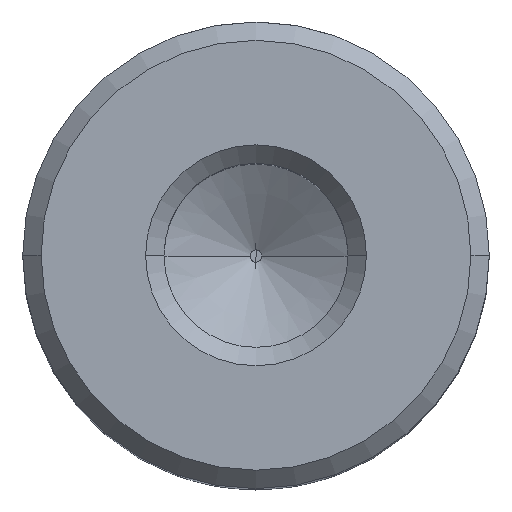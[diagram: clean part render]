
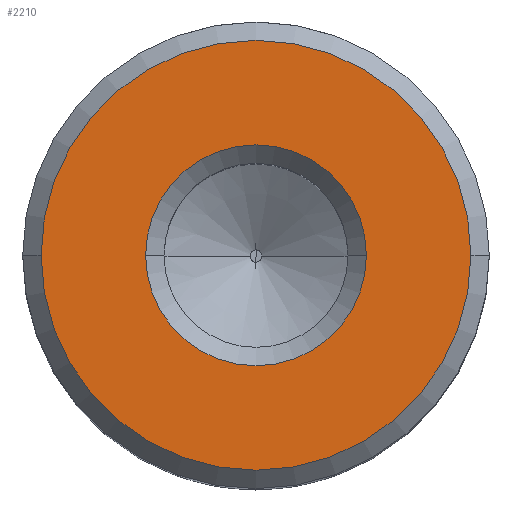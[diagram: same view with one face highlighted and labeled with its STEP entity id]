
A CAD part, top view. The second image highlights one B-rep face of the part: STEP entity #2210.
In plain terms, the highlighted planar face has unit normal (0, 0, 1).
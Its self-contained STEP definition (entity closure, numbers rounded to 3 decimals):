
#7 = VERTEX_POINT ( 'NONE', #1737 ) ;
#69 = EDGE_CURVE ( 'NONE', #7, #1447, #2306, .T. ) ;
#123 = EDGE_CURVE ( 'NONE', #1447, #7, #544, .T. ) ;
#168 = DIRECTION ( 'NONE',  ( 0., 0., 1. ) ) ;
#544 = CIRCLE ( 'NONE', #667, 5.84 ) ;
#574 = CARTESIAN_POINT ( 'NONE',  ( 3., 0., 25. ) ) ;
#667 = AXIS2_PLACEMENT_3D ( 'NONE', #1008, #745, #1981 ) ;
#745 = DIRECTION ( 'NONE',  ( 0., 0., 1. ) ) ;
#756 = CARTESIAN_POINT ( 'NONE',  ( 0., 0., 25. ) ) ;
#795 = DIRECTION ( 'NONE',  ( 1., 0., 0. ) ) ;
#946 = DIRECTION ( 'NONE',  ( 1., 0., 0. ) ) ;
#1008 = CARTESIAN_POINT ( 'NONE',  ( 0., 0., 25. ) ) ;
#1009 = FACE_BOUND ( 'NONE', #1760, .T. ) ;
#1091 = CARTESIAN_POINT ( 'NONE',  ( 0., 0., 25. ) ) ;
#1190 = VERTEX_POINT ( 'NONE', #574 ) ;
#1233 = AXIS2_PLACEMENT_3D ( 'NONE', #3718, #2230, #946 ) ;
#1447 = VERTEX_POINT ( 'NONE', #1831 ) ;
#1561 = CIRCLE ( 'NONE', #1233, 3. ) ;
#1736 = CARTESIAN_POINT ( 'NONE',  ( -3., 0., 25. ) ) ;
#1737 = CARTESIAN_POINT ( 'NONE',  ( 5.84, 0., 25. ) ) ;
#1760 = EDGE_LOOP ( 'NONE', ( #3745, #3940 ) ) ;
#1831 = CARTESIAN_POINT ( 'NONE',  ( -5.84, 0., 25. ) ) ;
#1963 = EDGE_CURVE ( 'NONE', #1190, #2517, #1561, .T. ) ;
#1981 = DIRECTION ( 'NONE',  ( 1., 0., 0. ) ) ;
#2174 = DIRECTION ( 'NONE',  ( 0., 0., -1. ) ) ;
#2210 = ADVANCED_FACE ( 'NONE', ( #1009, #3827 ), #2625, .T. ) ;
#2220 = CARTESIAN_POINT ( 'NONE',  ( 0., 0., 25. ) ) ;
#2221 = AXIS2_PLACEMENT_3D ( 'NONE', #1091, #2560, #2250 ) ;
#2230 = DIRECTION ( 'NONE',  ( 0., 0., -1. ) ) ;
#2250 = DIRECTION ( 'NONE',  ( 1., 0., 0. ) ) ;
#2306 = CIRCLE ( 'NONE', #2428, 5.84 ) ;
#2428 = AXIS2_PLACEMENT_3D ( 'NONE', #756, #168, #795 ) ;
#2517 = VERTEX_POINT ( 'NONE', #1736 ) ;
#2560 = DIRECTION ( 'NONE',  ( 0., 0., 1. ) ) ;
#2625 = PLANE ( 'NONE',  #2221 ) ;
#2691 = AXIS2_PLACEMENT_3D ( 'NONE', #2220, #2174, #3163 ) ;
#2856 = ORIENTED_EDGE ( 'NONE', *, *, #123, .T. ) ;
#3071 = CIRCLE ( 'NONE', #2691, 3. ) ;
#3163 = DIRECTION ( 'NONE',  ( 1., 0., 0. ) ) ;
#3615 = ORIENTED_EDGE ( 'NONE', *, *, #69, .T. ) ;
#3718 = CARTESIAN_POINT ( 'NONE',  ( 0., 0., 25. ) ) ;
#3745 = ORIENTED_EDGE ( 'NONE', *, *, #1963, .T. ) ;
#3814 = EDGE_LOOP ( 'NONE', ( #2856, #3615 ) ) ;
#3827 = FACE_OUTER_BOUND ( 'NONE', #3814, .T. ) ;
#3940 = ORIENTED_EDGE ( 'NONE', *, *, #3957, .T. ) ;
#3957 = EDGE_CURVE ( 'NONE', #2517, #1190, #3071, .T. ) ;
